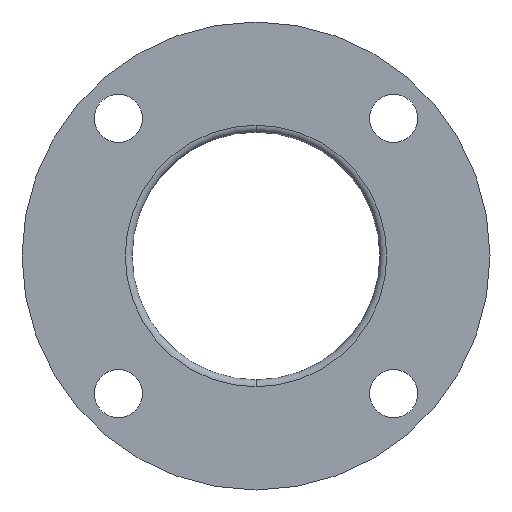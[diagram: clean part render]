
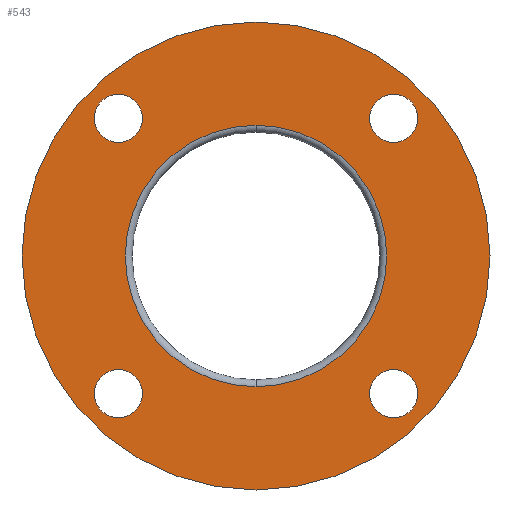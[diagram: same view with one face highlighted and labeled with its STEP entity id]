
A CAD part, front view. The second image highlights one B-rep face of the part: STEP entity #543.
In plain terms, the highlighted planar face has unit normal (0, -1, 0).
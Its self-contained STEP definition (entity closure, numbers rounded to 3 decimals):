
#1 = ORIENTED_EDGE ( 'NONE', *, *, #36, .F. ) ;
#10 = DIRECTION ( 'NONE',  ( 0., 0., 1. ) ) ;
#17 = CARTESIAN_POINT ( 'NONE',  ( -20., -4.5, -20. ) ) ;
#25 = AXIS2_PLACEMENT_3D ( 'NONE', #221, #622, #270 ) ;
#27 = DIRECTION ( 'NONE',  ( 0., 1., 0. ) ) ;
#36 = EDGE_CURVE ( 'NONE', #251, #330, #266, .T. ) ;
#37 = DIRECTION ( 'NONE',  ( 0., 0., 1. ) ) ;
#39 = AXIS2_PLACEMENT_3D ( 'NONE', #547, #105, #262 ) ;
#54 = CARTESIAN_POINT ( 'NONE',  ( -20., -4.5, -20. ) ) ;
#70 = DIRECTION ( 'NONE',  ( 0., 1., 0. ) ) ;
#71 = DIRECTION ( 'NONE',  ( 0., 0., 1. ) ) ;
#72 = CIRCLE ( 'NONE', #468, 3.5 ) ;
#78 = CIRCLE ( 'NONE', #39, 19. ) ;
#90 = FACE_OUTER_BOUND ( 'NONE', #698, .T. ) ;
#100 = AXIS2_PLACEMENT_3D ( 'NONE', #679, #334, #10 ) ;
#105 = DIRECTION ( 'NONE',  ( 0., 1., 0. ) ) ;
#110 = VERTEX_POINT ( 'NONE', #356 ) ;
#112 = DIRECTION ( 'NONE',  ( 0., 0., 1. ) ) ;
#115 = CIRCLE ( 'NONE', #646, 3.5 ) ;
#127 = AXIS2_PLACEMENT_3D ( 'NONE', #582, #642, #287 ) ;
#132 = AXIS2_PLACEMENT_3D ( 'NONE', #412, #27, #469 ) ;
#138 = EDGE_CURVE ( 'NONE', #174, #322, #708, .T. ) ;
#160 = CARTESIAN_POINT ( 'NONE',  ( 20., -4.5, -20. ) ) ;
#161 = CARTESIAN_POINT ( 'NONE',  ( 0., -4.5, -19. ) ) ;
#167 = ORIENTED_EDGE ( 'NONE', *, *, #699, .T. ) ;
#174 = VERTEX_POINT ( 'NONE', #484 ) ;
#177 = EDGE_LOOP ( 'NONE', ( #291, #607 ) ) ;
#186 = CARTESIAN_POINT ( 'NONE',  ( 20., -4.5, -20. ) ) ;
#215 = DIRECTION ( 'NONE',  ( 0., 0., 1. ) ) ;
#216 = CARTESIAN_POINT ( 'NONE',  ( 20., -4.5, 23.5 ) ) ;
#221 = CARTESIAN_POINT ( 'NONE',  ( 20., -4.5, 20. ) ) ;
#236 = EDGE_LOOP ( 'NONE', ( #554, #293 ) ) ;
#240 = DIRECTION ( 'NONE',  ( 0., 0., 1. ) ) ;
#242 = CIRCLE ( 'NONE', #610, 3.5 ) ;
#251 = VERTEX_POINT ( 'NONE', #432 ) ;
#261 = EDGE_CURVE ( 'NONE', #331, #572, #242, .T. ) ;
#262 = DIRECTION ( 'NONE',  ( 0., 0., 1. ) ) ;
#264 = CIRCLE ( 'NONE', #591, 3.5 ) ;
#266 = CIRCLE ( 'NONE', #132, 34. ) ;
#270 = DIRECTION ( 'NONE',  ( 0., 0., 1. ) ) ;
#287 = DIRECTION ( 'NONE',  ( 0., 0., 1. ) ) ;
#291 = ORIENTED_EDGE ( 'NONE', *, *, #721, .T. ) ;
#293 = ORIENTED_EDGE ( 'NONE', *, *, #588, .T. ) ;
#298 = CARTESIAN_POINT ( 'NONE',  ( 20., -4.5, 20. ) ) ;
#309 = CARTESIAN_POINT ( 'NONE',  ( 0., -4.5, 0. ) ) ;
#310 = ORIENTED_EDGE ( 'NONE', *, *, #474, .T. ) ;
#315 = VERTEX_POINT ( 'NONE', #216 ) ;
#316 = EDGE_CURVE ( 'NONE', #327, #638, #115, .T. ) ;
#322 = VERTEX_POINT ( 'NONE', #161 ) ;
#323 = EDGE_CURVE ( 'NONE', #536, #315, #478, .T. ) ;
#327 = VERTEX_POINT ( 'NONE', #384 ) ;
#330 = VERTEX_POINT ( 'NONE', #563 ) ;
#331 = VERTEX_POINT ( 'NONE', #677 ) ;
#334 = DIRECTION ( 'NONE',  ( 0., 1., 0. ) ) ;
#351 = EDGE_LOOP ( 'NONE', ( #310, #459 ) ) ;
#353 = DIRECTION ( 'NONE',  ( 0., 0., 1. ) ) ;
#356 = CARTESIAN_POINT ( 'NONE',  ( -20., -4.5, 23.5 ) ) ;
#359 = DIRECTION ( 'NONE',  ( 0., 1., 0. ) ) ;
#360 = FACE_BOUND ( 'NONE', #487, .T. ) ;
#366 = DIRECTION ( 'NONE',  ( 0., 0., 1. ) ) ;
#380 = FACE_BOUND ( 'NONE', #177, .T. ) ;
#381 = AXIS2_PLACEMENT_3D ( 'NONE', #298, #703, #353 ) ;
#384 = CARTESIAN_POINT ( 'NONE',  ( -20., -4.5, -16.5 ) ) ;
#389 = ORIENTED_EDGE ( 'NONE', *, *, #449, .T. ) ;
#396 = CARTESIAN_POINT ( 'NONE',  ( -20., -4.5, 20. ) ) ;
#397 = EDGE_CURVE ( 'NONE', #330, #251, #488, .T. ) ;
#399 = DIRECTION ( 'NONE',  ( 0., 1., 0. ) ) ;
#412 = CARTESIAN_POINT ( 'NONE',  ( 0., -4.5, 0. ) ) ;
#432 = CARTESIAN_POINT ( 'NONE',  ( 0., -4.5, -34. ) ) ;
#437 = DIRECTION ( 'NONE',  ( 0., 1., 0. ) ) ;
#449 = EDGE_CURVE ( 'NONE', #110, #481, #575, .T. ) ;
#454 = DIRECTION ( 'NONE',  ( 0., 0., 1. ) ) ;
#459 = ORIENTED_EDGE ( 'NONE', *, *, #316, .T. ) ;
#460 = PLANE ( 'NONE',  #127 ) ;
#468 = AXIS2_PLACEMENT_3D ( 'NONE', #186, #587, #240 ) ;
#469 = DIRECTION ( 'NONE',  ( 0., 0., 1. ) ) ;
#474 = EDGE_CURVE ( 'NONE', #638, #327, #264, .T. ) ;
#478 = CIRCLE ( 'NONE', #25, 3.5 ) ;
#481 = VERTEX_POINT ( 'NONE', #514 ) ;
#484 = CARTESIAN_POINT ( 'NONE',  ( 0., -4.5, 19. ) ) ;
#487 = EDGE_LOOP ( 'NONE', ( #167, #389 ) ) ;
#488 = CIRCLE ( 'NONE', #100, 34. ) ;
#512 = AXIS2_PLACEMENT_3D ( 'NONE', #396, #70, #454 ) ;
#514 = CARTESIAN_POINT ( 'NONE',  ( -20., -4.5, 16.5 ) ) ;
#516 = FACE_BOUND ( 'NONE', #696, .T. ) ;
#520 = CARTESIAN_POINT ( 'NONE',  ( 20., -4.5, 16.5 ) ) ;
#536 = VERTEX_POINT ( 'NONE', #520 ) ;
#543 = ADVANCED_FACE ( 'NONE', ( #90, #380, #673, #558, #516, #360 ), #460, .F. ) ;
#547 = CARTESIAN_POINT ( 'NONE',  ( 0., -4.5, 0. ) ) ;
#554 = ORIENTED_EDGE ( 'NONE', *, *, #261, .T. ) ;
#557 = DIRECTION ( 'NONE',  ( 0., 1., 0. ) ) ;
#558 = FACE_BOUND ( 'NONE', #236, .T. ) ;
#563 = CARTESIAN_POINT ( 'NONE',  ( 0., -4.5, 34. ) ) ;
#572 = VERTEX_POINT ( 'NONE', #585 ) ;
#575 = CIRCLE ( 'NONE', #512, 3.5 ) ;
#582 = CARTESIAN_POINT ( 'NONE',  ( 0., -4.5, 0. ) ) ;
#583 = AXIS2_PLACEMENT_3D ( 'NONE', #309, #712, #366 ) ;
#585 = CARTESIAN_POINT ( 'NONE',  ( 20., -4.5, -16.5 ) ) ;
#587 = DIRECTION ( 'NONE',  ( 0., 1., 0. ) ) ;
#588 = EDGE_CURVE ( 'NONE', #572, #331, #72, .T. ) ;
#589 = CARTESIAN_POINT ( 'NONE',  ( -20., -4.5, -23.5 ) ) ;
#591 = AXIS2_PLACEMENT_3D ( 'NONE', #17, #399, #71 ) ;
#604 = CIRCLE ( 'NONE', #381, 3.5 ) ;
#606 = ORIENTED_EDGE ( 'NONE', *, *, #397, .F. ) ;
#607 = ORIENTED_EDGE ( 'NONE', *, *, #138, .T. ) ;
#610 = AXIS2_PLACEMENT_3D ( 'NONE', #160, #557, #215 ) ;
#622 = DIRECTION ( 'NONE',  ( 0., 1., 0. ) ) ;
#629 = ORIENTED_EDGE ( 'NONE', *, *, #323, .T. ) ;
#638 = VERTEX_POINT ( 'NONE', #589 ) ;
#642 = DIRECTION ( 'NONE',  ( 0., 1., 0. ) ) ;
#646 = AXIS2_PLACEMENT_3D ( 'NONE', #54, #437, #112 ) ;
#652 = EDGE_CURVE ( 'NONE', #315, #536, #604, .T. ) ;
#658 = AXIS2_PLACEMENT_3D ( 'NONE', #709, #359, #37 ) ;
#665 = CIRCLE ( 'NONE', #658, 3.5 ) ;
#673 = FACE_BOUND ( 'NONE', #351, .T. ) ;
#677 = CARTESIAN_POINT ( 'NONE',  ( 20., -4.5, -23.5 ) ) ;
#679 = CARTESIAN_POINT ( 'NONE',  ( 0., -4.5, 0. ) ) ;
#683 = ORIENTED_EDGE ( 'NONE', *, *, #652, .T. ) ;
#696 = EDGE_LOOP ( 'NONE', ( #629, #683 ) ) ;
#698 = EDGE_LOOP ( 'NONE', ( #1, #606 ) ) ;
#699 = EDGE_CURVE ( 'NONE', #481, #110, #665, .T. ) ;
#703 = DIRECTION ( 'NONE',  ( 0., 1., 0. ) ) ;
#708 = CIRCLE ( 'NONE', #583, 19. ) ;
#709 = CARTESIAN_POINT ( 'NONE',  ( -20., -4.5, 20. ) ) ;
#712 = DIRECTION ( 'NONE',  ( 0., 1., 0. ) ) ;
#721 = EDGE_CURVE ( 'NONE', #322, #174, #78, .T. ) ;
